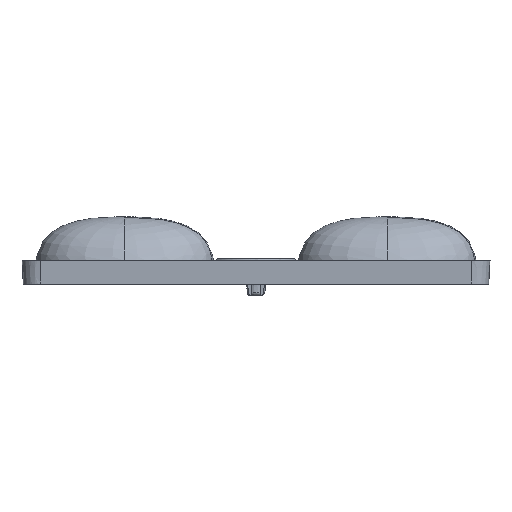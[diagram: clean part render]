
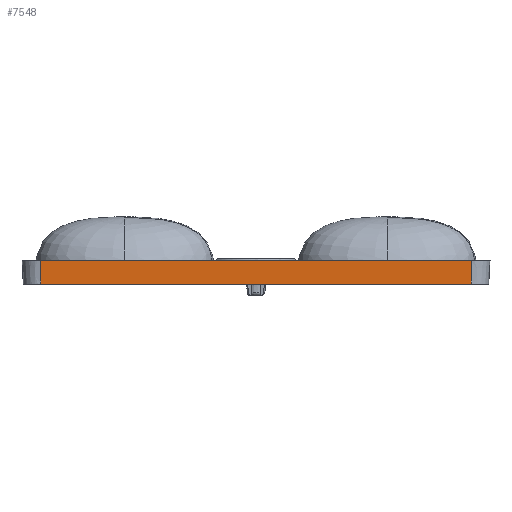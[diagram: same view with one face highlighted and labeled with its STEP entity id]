
A CAD part, front view. The second image highlights one B-rep face of the part: STEP entity #7548.
In plain terms, the highlighted planar face has unit normal (0, -0.999, -0.052).
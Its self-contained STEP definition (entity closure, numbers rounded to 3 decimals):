
#741 = VERTEX_POINT ( 'NONE', #9493 ) ;
#869 = CARTESIAN_POINT ( 'NONE',  ( 22.95, -24.966, 2.5 ) ) ;
#953 = AXIS2_PLACEMENT_3D ( 'NONE', #6102, #6068, #6052 ) ;
#1351 = VECTOR ( 'NONE', #4861, 1000. ) ;
#1840 = VERTEX_POINT ( 'NONE', #2982 ) ;
#2036 = EDGE_CURVE ( 'NONE', #1840, #4871, #2522, .T. ) ;
#2204 = CARTESIAN_POINT ( 'NONE',  ( -22.95, -24.835, 0. ) ) ;
#2508 = DIRECTION ( 'NONE',  ( 0., -0.052, 0.999 ) ) ;
#2518 = CARTESIAN_POINT ( 'NONE',  ( 22.95, -24.95, 2.2 ) ) ;
#2522 = LINE ( 'NONE', #2518, #9782 ) ;
#2982 = CARTESIAN_POINT ( 'NONE',  ( 22.95, -24.835, 0. ) ) ;
#3200 = VERTEX_POINT ( 'NONE', #2204 ) ;
#3229 = ORIENTED_EDGE ( 'NONE', *, *, #9353, .T. ) ;
#3673 = LINE ( 'NONE', #7115, #1351 ) ;
#3975 = ORIENTED_EDGE ( 'NONE', *, *, #2036, .T. ) ;
#4002 = ORIENTED_EDGE ( 'NONE', *, *, #5449, .T. ) ;
#4244 = EDGE_LOOP ( 'NONE', ( #3229, #3975, #4694, #4002 ) ) ;
#4383 = DIRECTION ( 'NONE',  ( 1., 0., 0. ) ) ;
#4397 = CARTESIAN_POINT ( 'NONE',  ( -14., -24.835, 0. ) ) ;
#4398 = LINE ( 'NONE', #4397, #4915 ) ;
#4694 = ORIENTED_EDGE ( 'NONE', *, *, #5123, .T. ) ;
#4861 = DIRECTION ( 'NONE',  ( -1., 0., 0. ) ) ;
#4871 = VERTEX_POINT ( 'NONE', #869 ) ;
#4915 = VECTOR ( 'NONE', #4383, 1000. ) ;
#5123 = EDGE_CURVE ( 'NONE', #4871, #741, #3673, .T. ) ;
#5449 = EDGE_CURVE ( 'NONE', #741, #3200, #8818, .T. ) ;
#6052 = DIRECTION ( 'NONE',  ( 0., 0.052, -0.999 ) ) ;
#6068 = DIRECTION ( 'NONE',  ( 0., -0.999, -0.052 ) ) ;
#6102 = CARTESIAN_POINT ( 'NONE',  ( -27.122, -24.95, 2.2 ) ) ;
#6136 = PLANE ( 'NONE',  #953 ) ;
#6158 = FACE_OUTER_BOUND ( 'NONE', #4244, .T. ) ;
#7115 = CARTESIAN_POINT ( 'NONE',  ( -27.122, -24.966, 2.5 ) ) ;
#7548 = ADVANCED_FACE ( 'NONE', ( #6158 ), #6136, .T. ) ;
#8802 = DIRECTION ( 'NONE',  ( 0., 0.052, -0.999 ) ) ;
#8805 = CARTESIAN_POINT ( 'NONE',  ( -22.95, -24.95, 2.2 ) ) ;
#8818 = LINE ( 'NONE', #8805, #10920 ) ;
#9353 = EDGE_CURVE ( 'NONE', #3200, #1840, #4398, .T. ) ;
#9493 = CARTESIAN_POINT ( 'NONE',  ( -22.95, -24.966, 2.5 ) ) ;
#9782 = VECTOR ( 'NONE', #2508, 1000. ) ;
#10920 = VECTOR ( 'NONE', #8802, 1000. ) ;
